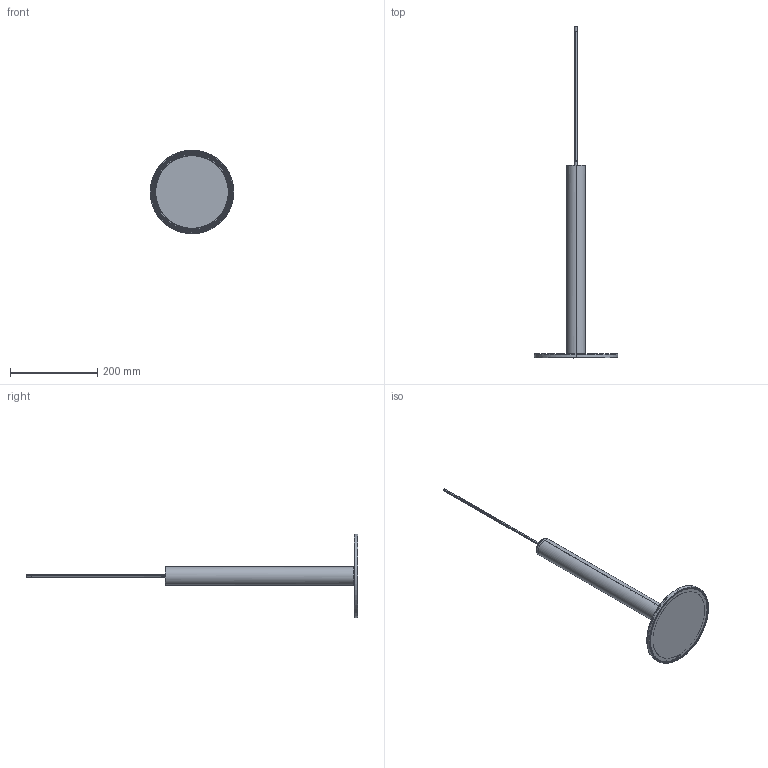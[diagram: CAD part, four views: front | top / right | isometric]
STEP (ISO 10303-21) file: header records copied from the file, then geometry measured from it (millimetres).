
FILE_DESCRIPTION(/* description */ (''),/* implementation_level */ '2;1');
FILE_NAME(/* name */ 'CIELOX~1',/* time_stamp */ '2018-01-11T14:36:53-08:00',/* author */ (''),/* organization */ (''),/* preprocessor_version */ 'ST-DEVELOPER v15',/* originating_system */ '',/* authorisation */ '');
FILE_SCHEMA (('CONFIG_CONTROL_DESIGN'));
Length unit declared in the file: inch
Products named in the file (18): Document; CLOX-1001 Cielo XL Lamp,LI04, LAMP ONLY; CLOX-0304-xx Cielo XL Top Cover Holder,LI04 -; CLOX-0802 M3 x8 _GB_CROSS_SCREWS_TYPE4 M3X8-6.35  H type-S; CLOX-0601 Cielo XL LED Flexible PCB,LI04; DAZ00408; CLOX-0702 Cielo XL Top Cover Adhesive,LI04; CLOX-0501 Cielo XL LGP,LI04; CLOX-0201 Cielo XL Lens,LI04; CLOX-0901 Cielo XL Tube,LI04; CLOX-0502 Cielo XL Reflector,LI04; CLOX-0203 Cielo XL LED Mask,LI04; CLOX-0805 Cielo XL Cable Gripper; CLOX-0503 Cielo XL Microlens,LI04; CLOX-0301 Cielo XL TOP Cover,LI04; CLOX-0806 M13 X 1 NYLON Nut MO-13 PG8-5; CLOX-0401 Cielo XL Head Cover,LI04; Bola, Chandelier, Center Drop Wire_29IN
Assembly tree (20 placements, depth 3):
  Document
    CLOX-1001 Cielo XL Lamp,LI04, LAMP ONLY
      CLOX-0304-xx Cielo XL Top Cover Holder,LI04 -
      CLOX-0802 M3 x8 _GB_CROSS_SCREWS_TYPE4 M3X8-6.35  H type-S  x3
      CLOX-0601 Cielo XL LED Flexible PCB,LI04
      DAZ00408
      CLOX-0702 Cielo XL Top Cover Adhesive,LI04
      CLOX-0501 Cielo XL LGP,LI04
      CLOX-0201 Cielo XL Lens,LI04
      CLOX-0901 Cielo XL Tube,LI04
      CLOX-0502 Cielo XL Reflector,LI04
      CLOX-0203 Cielo XL LED Mask,LI04
      CLOX-0805 Cielo XL Cable Gripper
      CLOX-0503 Cielo XL Microlens,LI04
      CLOX-0301 Cielo XL TOP Cover,LI04
      CLOX-0806 M13 X 1 NYLON Nut MO-13 PG8-5
      CLOX-0401 Cielo XL Head Cover,LI04
    Bola, Chandelier, Center Drop Wire_29IN  x2
Bounding box: 191 x 759.08 x 191 mm (x, y, z)
Volume: 400452.9 mm3; surface area: 461979.9 mm2
Topology: 19 solids, 19 shells, 1520 faces, 3562 edges, 2223 vertices
Faces by surface type: plane 792, bspline 728
Entity records: 42155 total; most frequent: CARTESIAN_POINT 21075, ORIENTED_EDGE 5936, EDGE_CURVE 2968, B_SPLINE_CURVE_WITH_KNOTS 2071, VERTEX_POINT 1907, EDGE_LOOP 1411, ADVANCED_FACE 1234, FACE_OUTER_BOUND 1234
